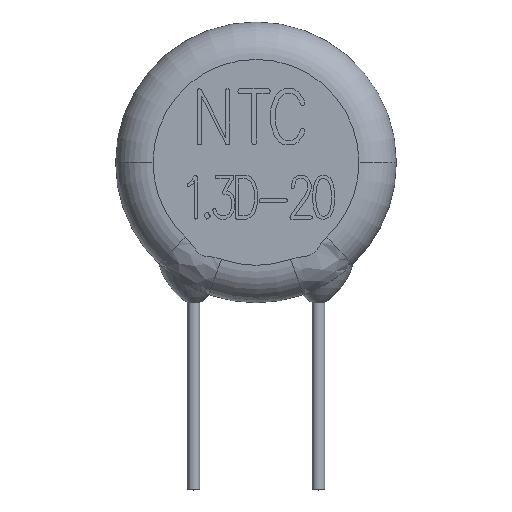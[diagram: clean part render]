
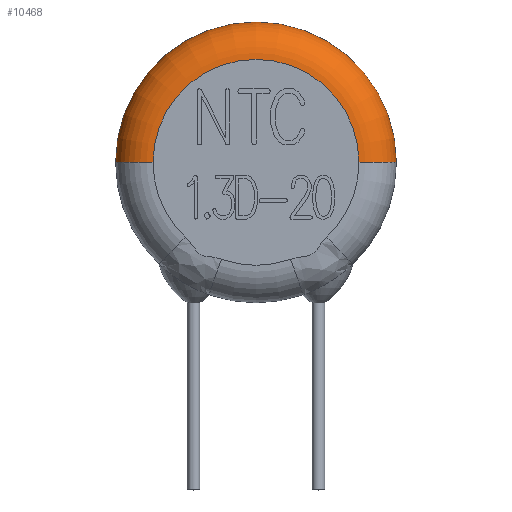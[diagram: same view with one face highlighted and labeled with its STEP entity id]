
A CAD part, top view. The second image highlights one B-rep face of the part: STEP entity #10468.
In plain terms, the highlighted toroidal (fillet/blend) face has major radius 8.25 mm and minor radius 3 mm.
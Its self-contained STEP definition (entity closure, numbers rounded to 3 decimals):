
#302 = DIRECTION ( 'NONE',  ( 1., 0., 0. ) ) ;
#1568 = DIRECTION ( 'NONE',  ( 0., 0., 1. ) ) ;
#1638 = DIRECTION ( 'NONE',  ( 1., 0., 0. ) ) ;
#1705 = AXIS2_PLACEMENT_3D ( 'NONE', #13331, #9699, #9468 ) ;
#1706 = CARTESIAN_POINT ( 'NONE',  ( 0., 0., 3.5 ) ) ;
#1848 = CIRCLE ( 'NONE', #8154, 3. ) ;
#1930 = DIRECTION ( 'NONE',  ( 0., 0., -1. ) ) ;
#1987 = VERTEX_POINT ( 'NONE', #9229 ) ;
#2391 = VERTEX_POINT ( 'NONE', #13688 ) ;
#2735 = CIRCLE ( 'NONE', #9797, 8.25 ) ;
#2819 = DIRECTION ( 'NONE',  ( -1., 0., 0. ) ) ;
#3730 = FACE_OUTER_BOUND ( 'NONE', #12843, .T. ) ;
#3909 = EDGE_CURVE ( 'NONE', #1987, #4919, #1848, .T. ) ;
#3958 = DIRECTION ( 'NONE',  ( 0., 1., 0. ) ) ;
#4656 = CARTESIAN_POINT ( 'NONE',  ( -8.25, 0., 3.5 ) ) ;
#4919 = VERTEX_POINT ( 'NONE', #4656 ) ;
#5256 = TOROIDAL_SURFACE ( 'NONE', #1705, 8.25, 3. ) ;
#5606 = VERTEX_POINT ( 'NONE', #7426 ) ;
#5820 = EDGE_CURVE ( 'NONE', #5606, #4919, #2735, .T. ) ;
#6740 = AXIS2_PLACEMENT_3D ( 'NONE', #11089, #9911, #302 ) ;
#6829 = ORIENTED_EDGE ( 'NONE', *, *, #9162, .F. ) ;
#6924 = ORIENTED_EDGE ( 'NONE', *, *, #10000, .F. ) ;
#7426 = CARTESIAN_POINT ( 'NONE',  ( 8.25, 0., 3.5 ) ) ;
#7750 = CIRCLE ( 'NONE', #14027, 3. ) ;
#8154 = AXIS2_PLACEMENT_3D ( 'NONE', #8896, #3958, #2819 ) ;
#8195 = ORIENTED_EDGE ( 'NONE', *, *, #3909, .T. ) ;
#8235 = CARTESIAN_POINT ( 'NONE',  ( 8.25, 0., 0.5 ) ) ;
#8896 = CARTESIAN_POINT ( 'NONE',  ( -8.25, 0., 0.5 ) ) ;
#9162 = EDGE_CURVE ( 'NONE', #2391, #5606, #7750, .T. ) ;
#9229 = CARTESIAN_POINT ( 'NONE',  ( -11.25, 0., 0.5 ) ) ;
#9295 = ORIENTED_EDGE ( 'NONE', *, *, #5820, .F. ) ;
#9468 = DIRECTION ( 'NONE',  ( 1., 0., 0. ) ) ;
#9699 = DIRECTION ( 'NONE',  ( 0., 0., 1. ) ) ;
#9797 = AXIS2_PLACEMENT_3D ( 'NONE', #1706, #1568, #1638 ) ;
#9911 = DIRECTION ( 'NONE',  ( 0., 0., -1. ) ) ;
#10000 = EDGE_CURVE ( 'NONE', #1987, #2391, #11513, .T. ) ;
#10468 = ADVANCED_FACE ( 'NONE', ( #3730 ), #5256, .T. ) ;
#11089 = CARTESIAN_POINT ( 'NONE',  ( 0., 0., 0.5 ) ) ;
#11513 = CIRCLE ( 'NONE', #6740, 11.25 ) ;
#12843 = EDGE_LOOP ( 'NONE', ( #6924, #8195, #9295, #6829 ) ) ;
#13331 = CARTESIAN_POINT ( 'NONE',  ( 0., 0., 0.5 ) ) ;
#13688 = CARTESIAN_POINT ( 'NONE',  ( 11.25, 0., 0.5 ) ) ;
#14027 = AXIS2_PLACEMENT_3D ( 'NONE', #8235, #15243, #1930 ) ;
#15243 = DIRECTION ( 'NONE',  ( 0., -1., 0. ) ) ;
